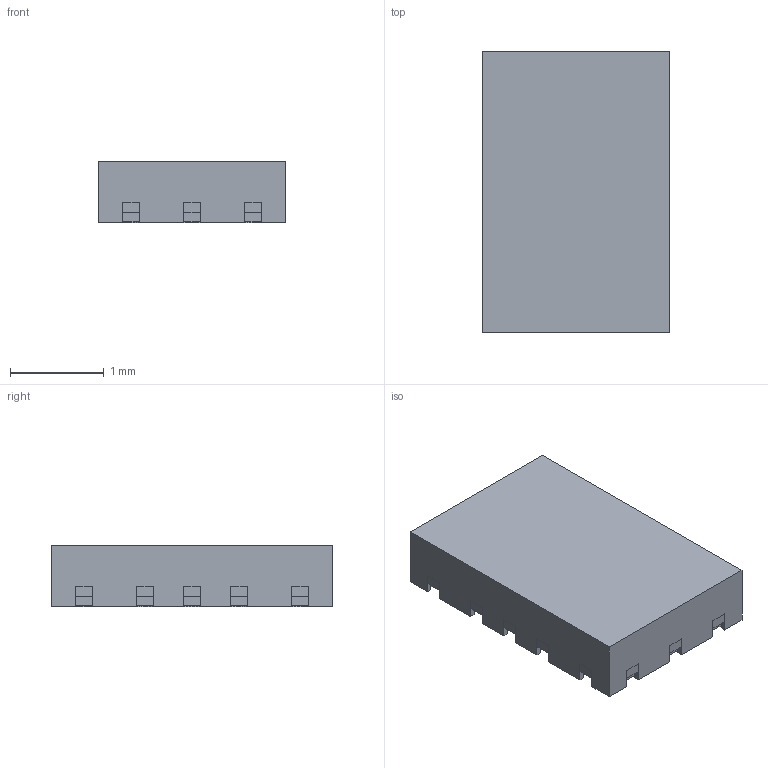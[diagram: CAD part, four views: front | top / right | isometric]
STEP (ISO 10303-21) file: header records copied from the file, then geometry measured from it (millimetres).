
FILE_DESCRIPTION((''),'2;1');
FILE_NAME('RPK0013A_ASM','2020-03-25T09:24:22',('a0412086'),(''),'CREO PARAMETRIC BY PTC INC, 2019292','CREO PARAMETRIC BY PTC INC, 2019292','');
FILE_SCHEMA(('AUTOMOTIVE_DESIGN { 1 0 10303 214 1 1 1 1 }'));
Length unit declared in the file: millimetre
Products named in the file (4): FRAME-RPK0013A; BODY-QFN; PIN1-ID; RPK0013A_ASM
Assembly tree (3 placements, depth 2):
  RPK0013A_ASM
    FRAME-RPK0013A
    BODY-QFN
    PIN1-ID
Bounding box: 2 x 3 x 0.65 mm (x, y, z)
Volume: 3.9 mm3; surface area: 30.1 mm2
Topology: 14 solids, 14 shells, 329 faces, 900 edges, 600 vertices
Faces by surface type: plane 303, cylinder 26
Entity records: 13338 total; most frequent: CARTESIAN_POINT 1843, ORIENTED_EDGE 1800, DIRECTION 1624, PRESENTATION_STYLE_ASSIGNMENT 930, STYLED_ITEM 914, CURVE_STYLE 900, EDGE_CURVE 900, VECTOR 848
